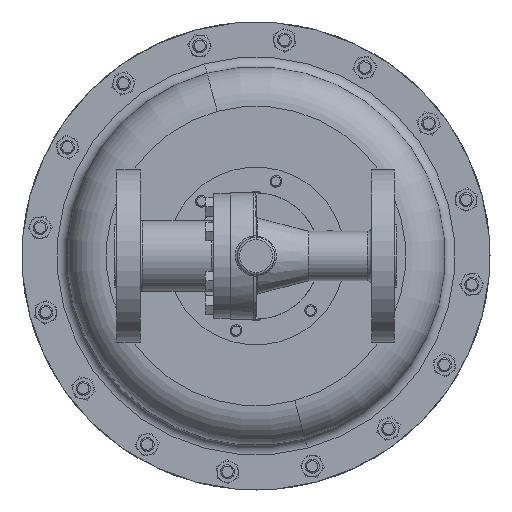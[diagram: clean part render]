
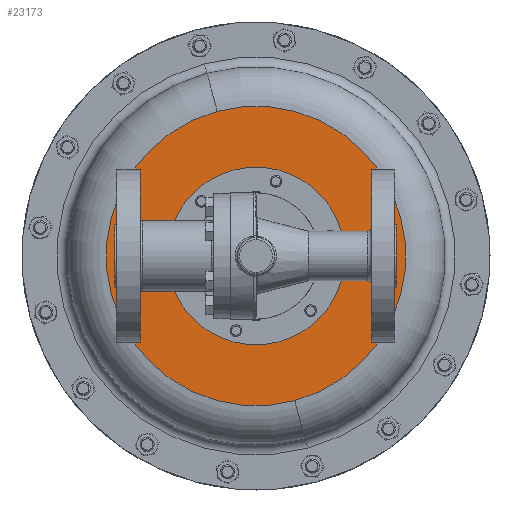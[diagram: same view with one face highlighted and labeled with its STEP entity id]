
A CAD part, front view. The second image highlights one B-rep face of the part: STEP entity #23173.
In plain terms, the highlighted planar face has unit normal (0, -1, 0).
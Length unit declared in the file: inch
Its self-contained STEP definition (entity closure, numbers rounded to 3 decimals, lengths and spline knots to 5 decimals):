
#391 = AXIS2_PLACEMENT_3D ( 'NONE', #27579, #14558, #1439 ) ;
#712 = DIRECTION ( 'NONE',  ( -0.707, 0., -0.707 ) ) ;
#1357 = EDGE_CURVE ( 'NONE', #26757, #15892, #17294, .T. ) ;
#1400 = CARTESIAN_POINT ( 'NONE',  ( 1.37814, 9.55036, -0.26632 ) ) ;
#1439 = DIRECTION ( 'NONE',  ( 0.259, 0., -0.966 ) ) ;
#1541 = VERTEX_POINT ( 'NONE', #4204 ) ;
#1881 = CARTESIAN_POINT ( 'NONE',  ( 0.34286, 9.55036, 3.59738 ) ) ;
#2485 = EDGE_CURVE ( 'NONE', #1541, #18608, #11171, .T. ) ;
#4143 = DIRECTION ( 'NONE',  ( 0.259, 0., -0.966 ) ) ;
#4204 = CARTESIAN_POINT ( 'NONE',  ( 2.02224, 9.55036, 5.27676 ) ) ;
#5550 = CIRCLE ( 'NONE', #23885, 2.375 ) ;
#6040 = CARTESIAN_POINT ( 'NONE',  ( -3.52084, 9.55036, 2.56211 ) ) ;
#6835 = EDGE_CURVE ( 'NONE', #15892, #26757, #14099, .T. ) ;
#9364 = EDGE_CURVE ( 'NONE', #18608, #1541, #5550, .T. ) ;
#10415 = DIRECTION ( 'NONE',  ( -0.259, 0., 0.966 ) ) ;
#11171 = CIRCLE ( 'NONE', #23757, 2.375 ) ;
#11522 = FACE_OUTER_BOUND ( 'NONE', #16465, .T. ) ;
#12427 = CARTESIAN_POINT ( 'NONE',  ( 0.34286, 9.55036, 3.59738 ) ) ;
#13841 = DIRECTION ( 'NONE',  ( 0., 1., 0. ) ) ;
#14099 = CIRCLE ( 'NONE', #15133, 4. ) ;
#14558 = DIRECTION ( 'NONE',  ( 0., 1., 0. ) ) ;
#14614 = DIRECTION ( 'NONE',  ( -0.707, 0., -0.707 ) ) ;
#14620 = ORIENTED_EDGE ( 'NONE', *, *, #1357, .F. ) ;
#14661 = PLANE ( 'NONE',  #21963 ) ;
#15133 = AXIS2_PLACEMENT_3D ( 'NONE', #1881, #17134, #4143 ) ;
#15892 = VERTEX_POINT ( 'NONE', #21757 ) ;
#16465 = EDGE_LOOP ( 'NONE', ( #14620, #22275 ) ) ;
#17134 = DIRECTION ( 'NONE',  ( 0., 1., 0. ) ) ;
#17147 = CARTESIAN_POINT ( 'NONE',  ( -1.33652, 9.55036, 1.91801 ) ) ;
#17294 = CIRCLE ( 'NONE', #391, 4. ) ;
#18608 = VERTEX_POINT ( 'NONE', #17147 ) ;
#21147 = EDGE_LOOP ( 'NONE', ( #26010, #26733 ) ) ;
#21757 = CARTESIAN_POINT ( 'NONE',  ( -0.69242, 9.55036, 7.46109 ) ) ;
#21963 = AXIS2_PLACEMENT_3D ( 'NONE', #6040, #23392, #10415 ) ;
#22275 = ORIENTED_EDGE ( 'NONE', *, *, #6835, .F. ) ;
#23088 = FACE_BOUND ( 'NONE', #21147, .T. ) ;
#23173 = ADVANCED_FACE ( 'NONE', ( #11522, #23088 ), #14661, .T. ) ;
#23392 = DIRECTION ( 'NONE',  ( 0., -1., 0. ) ) ;
#23757 = AXIS2_PLACEMENT_3D ( 'NONE', #26864, #13841, #712 ) ;
#23885 = AXIS2_PLACEMENT_3D ( 'NONE', #12427, #27645, #14614 ) ;
#26010 = ORIENTED_EDGE ( 'NONE', *, *, #2485, .T. ) ;
#26733 = ORIENTED_EDGE ( 'NONE', *, *, #9364, .T. ) ;
#26757 = VERTEX_POINT ( 'NONE', #1400 ) ;
#26864 = CARTESIAN_POINT ( 'NONE',  ( 0.34286, 9.55036, 3.59738 ) ) ;
#27579 = CARTESIAN_POINT ( 'NONE',  ( 0.34286, 9.55036, 3.59738 ) ) ;
#27645 = DIRECTION ( 'NONE',  ( 0., 1., 0. ) ) ;
